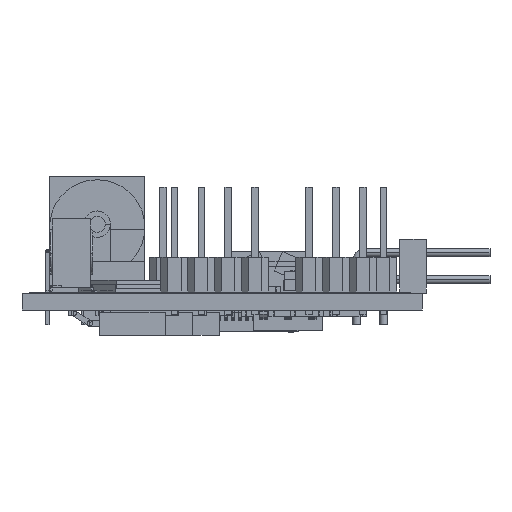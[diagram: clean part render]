
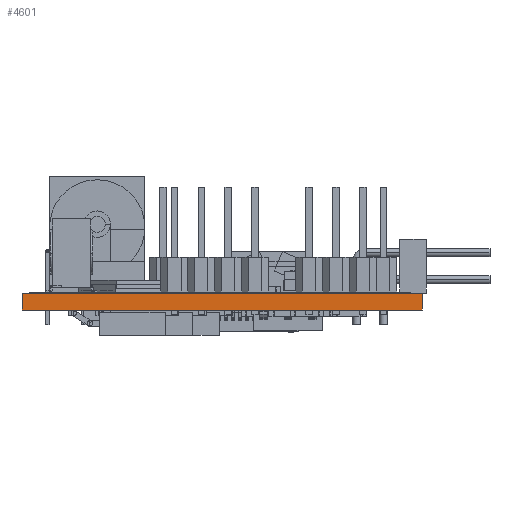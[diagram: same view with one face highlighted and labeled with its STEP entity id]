
A CAD part, front view. The second image highlights one B-rep face of the part: STEP entity #4601.
In plain terms, the highlighted planar face has unit normal (0, -1, 0).
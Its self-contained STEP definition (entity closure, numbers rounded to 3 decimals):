
#4490=CARTESIAN_POINT('',(-17.8,-27.9,-0.8));
#4491=VERTEX_POINT('',#4490);
#4492=CARTESIAN_POINT('',(-17.8,-27.9,0.8));
#4493=VERTEX_POINT('',#4492);
#4502=CARTESIAN_POINT('',(20.,-27.9,-0.8));
#4503=VERTEX_POINT('',#4502);
#4504=CARTESIAN_POINT('',(20.,-27.9,0.8));
#4505=VERTEX_POINT('',#4504);
#4524=DIRECTION('',(-37.8,0.,0.));
#4525=VECTOR('',#4524,1.);
#4526=LINE('',#4502,#4525);
#4527=DIRECTION('',(-37.8,0.,0.));
#4528=VECTOR('',#4527,1.);
#4529=LINE('',#4504,#4528);
#4530=DIRECTION('',(0.,0.,1.6));
#4531=VECTOR('',#4530,1.);
#4532=LINE('',#4490,#4531);
#4539=DIRECTION('',(0.,0.,1.6));
#4540=VECTOR('',#4539,1.);
#4541=LINE('',#4502,#4540);
#4548=EDGE_CURVE('',#4491,#4493,#4532,.T.);
#4550=ORIENTED_EDGE('',*,*,#4548,.F.);
#4569=EDGE_CURVE('',#4503,#4491,#4526,.T.);
#4571=ORIENTED_EDGE('',*,*,#4569,.F.);
#4572=EDGE_CURVE('',#4505,#4493,#4529,.T.);
#4573=ORIENTED_EDGE('',*,*,#4572,.T.);
#4575=EDGE_CURVE('',#4503,#4505,#4541,.T.);
#4576=ORIENTED_EDGE('',*,*,#4575,.T.);
#4596=EDGE_LOOP('',(#4576,#4573,#4550,#4571));
#4597=FACE_OUTER_BOUND('',#4596,.T.);
#4598=DIRECTION('',(0.,-1428840000.,0.));
#4599=AXIS2_PLACEMENT_3D('',#4502,#4598,$);
#4600=PLANE('',#4599);
#4601=ADVANCED_FACE('',(#4597),#4600,.T.);
